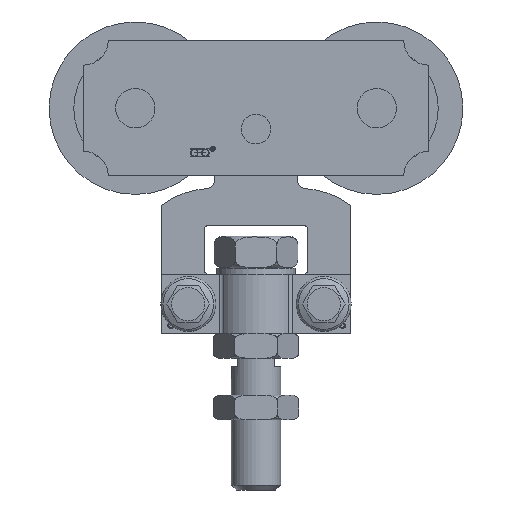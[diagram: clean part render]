
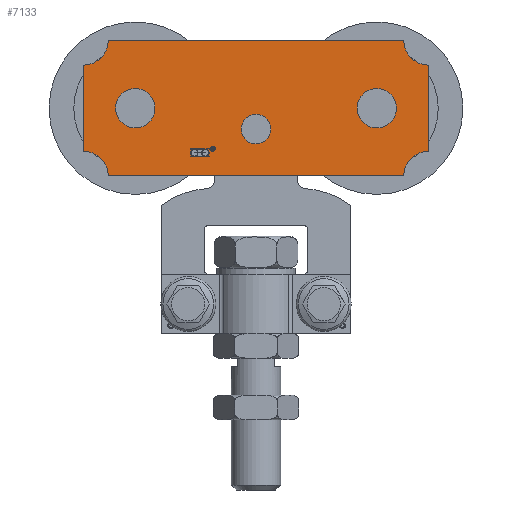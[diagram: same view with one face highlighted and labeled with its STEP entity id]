
A CAD part, front view. The second image highlights one B-rep face of the part: STEP entity #7133.
In plain terms, the highlighted face is planar.
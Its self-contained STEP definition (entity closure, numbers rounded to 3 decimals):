
#619=FACE_BOUND('',#1344,.T.);
#620=FACE_BOUND('',#1345,.T.);
#621=FACE_BOUND('',#1346,.T.);
#622=FACE_BOUND('',#1347,.T.);
#623=FACE_BOUND('',#1348,.T.);
#711=PLANE('',#7888);
#919=FACE_OUTER_BOUND('',#1343,.T.);
#1343=EDGE_LOOP('',(#5188,#5189,#5190,#5191,#5192,#5193,#5194,#5195));
#1344=EDGE_LOOP('',(#5196,#5197,#5198,#5199,#5200,#5201,#5202,#5203,#5204,
#5205,#5206,#5207));
#1345=EDGE_LOOP('',(#5208));
#1346=EDGE_LOOP('',(#5209));
#1347=EDGE_LOOP('',(#5210));
#1348=EDGE_LOOP('',(#5211));
#1826=LINE('',#10997,#2333);
#1831=LINE('',#11006,#2338);
#1832=LINE('',#11009,#2339);
#1835=LINE('',#11015,#2342);
#1838=LINE('',#11020,#2345);
#1844=LINE('',#11031,#2351);
#1847=LINE('',#11038,#2354);
#1851=LINE('',#11046,#2358);
#1854=LINE('',#11051,#2361);
#1856=LINE('',#11054,#2363);
#1860=LINE('',#11073,#2367);
#1861=LINE('',#11077,#2368);
#1862=LINE('',#11081,#2369);
#1863=LINE('',#11085,#2370);
#2333=VECTOR('',#8803,10.);
#2338=VECTOR('',#8810,10.);
#2339=VECTOR('',#8813,10.);
#2342=VECTOR('',#8818,10.);
#2345=VECTOR('',#8823,10.);
#2351=VECTOR('',#8835,10.);
#2354=VECTOR('',#8842,10.);
#2358=VECTOR('',#8848,10.);
#2361=VECTOR('',#8853,10.);
#2363=VECTOR('',#8857,10.);
#2367=VECTOR('',#8879,10.);
#2368=VECTOR('',#8882,10.);
#2369=VECTOR('',#8885,10.);
#2370=VECTOR('',#8888,10.);
#2777=CIRCLE('',#7851,1.5);
#2784=CIRCLE('',#7864,1.5);
#2788=CIRCLE('',#7885,1.);
#2790=CIRCLE('',#7889,10.);
#2791=CIRCLE('',#7890,10.);
#2792=CIRCLE('',#7891,10.);
#2793=CIRCLE('',#7892,10.);
#2794=CIRCLE('',#7893,5.);
#2795=CIRCLE('',#7894,5.);
#2796=CIRCLE('',#7895,5.);
#3203=VERTEX_POINT('',#10943);
#3207=VERTEX_POINT('',#10952);
#3209=VERTEX_POINT('',#10959);
#3213=VERTEX_POINT('',#10968);
#3219=VERTEX_POINT('',#10996);
#3222=VERTEX_POINT('',#11004);
#3223=VERTEX_POINT('',#11008);
#3225=VERTEX_POINT('',#11014);
#3228=VERTEX_POINT('',#11029);
#3229=VERTEX_POINT('',#11036);
#3230=VERTEX_POINT('',#11037);
#3233=VERTEX_POINT('',#11045);
#3237=VERTEX_POINT('',#11064);
#3239=VERTEX_POINT('',#11071);
#3240=VERTEX_POINT('',#11072);
#3241=VERTEX_POINT('',#11074);
#3242=VERTEX_POINT('',#11076);
#3243=VERTEX_POINT('',#11078);
#3244=VERTEX_POINT('',#11080);
#3245=VERTEX_POINT('',#11082);
#3246=VERTEX_POINT('',#11084);
#3247=VERTEX_POINT('',#11087);
#3248=VERTEX_POINT('',#11089);
#3249=VERTEX_POINT('',#11091);
#3932=EDGE_CURVE('',#3207,#3203,#2777,.T.);
#3950=EDGE_CURVE('',#3209,#3213,#2784,.T.);
#3953=EDGE_CURVE('',#3219,#3209,#1826,.T.);
#3958=EDGE_CURVE('',#3203,#3222,#1831,.T.);
#3959=EDGE_CURVE('',#3223,#3219,#1832,.T.);
#3962=EDGE_CURVE('',#3225,#3223,#1835,.T.);
#3965=EDGE_CURVE('',#3222,#3225,#1838,.T.);
#3971=EDGE_CURVE('',#3213,#3228,#1844,.T.);
#3974=EDGE_CURVE('',#3229,#3230,#1847,.T.);
#3978=EDGE_CURVE('',#3233,#3229,#1851,.T.);
#3981=EDGE_CURVE('',#3228,#3233,#1854,.T.);
#3983=EDGE_CURVE('',#3230,#3207,#1856,.T.);
#3988=EDGE_CURVE('',#3237,#3237,#2788,.T.);
#3991=EDGE_CURVE('',#3239,#3240,#1860,.T.);
#3992=EDGE_CURVE('',#3240,#3241,#2790,.T.);
#3993=EDGE_CURVE('',#3241,#3242,#1861,.T.);
#3994=EDGE_CURVE('',#3242,#3243,#2791,.T.);
#3995=EDGE_CURVE('',#3243,#3244,#1862,.T.);
#3996=EDGE_CURVE('',#3244,#3245,#2792,.T.);
#3997=EDGE_CURVE('',#3245,#3246,#1863,.T.);
#3998=EDGE_CURVE('',#3246,#3239,#2793,.T.);
#3999=EDGE_CURVE('',#3247,#3247,#2794,.T.);
#4000=EDGE_CURVE('',#3248,#3248,#2795,.T.);
#4001=EDGE_CURVE('',#3249,#3249,#2796,.T.);
#5188=ORIENTED_EDGE('',*,*,#3991,.T.);
#5189=ORIENTED_EDGE('',*,*,#3992,.T.);
#5190=ORIENTED_EDGE('',*,*,#3993,.T.);
#5191=ORIENTED_EDGE('',*,*,#3994,.T.);
#5192=ORIENTED_EDGE('',*,*,#3995,.T.);
#5193=ORIENTED_EDGE('',*,*,#3996,.T.);
#5194=ORIENTED_EDGE('',*,*,#3997,.T.);
#5195=ORIENTED_EDGE('',*,*,#3998,.T.);
#5196=ORIENTED_EDGE('',*,*,#3974,.T.);
#5197=ORIENTED_EDGE('',*,*,#3983,.T.);
#5198=ORIENTED_EDGE('',*,*,#3932,.T.);
#5199=ORIENTED_EDGE('',*,*,#3958,.T.);
#5200=ORIENTED_EDGE('',*,*,#3965,.T.);
#5201=ORIENTED_EDGE('',*,*,#3962,.T.);
#5202=ORIENTED_EDGE('',*,*,#3959,.T.);
#5203=ORIENTED_EDGE('',*,*,#3953,.T.);
#5204=ORIENTED_EDGE('',*,*,#3950,.T.);
#5205=ORIENTED_EDGE('',*,*,#3971,.T.);
#5206=ORIENTED_EDGE('',*,*,#3981,.T.);
#5207=ORIENTED_EDGE('',*,*,#3978,.T.);
#5208=ORIENTED_EDGE('',*,*,#3988,.T.);
#5209=ORIENTED_EDGE('',*,*,#3999,.T.);
#5210=ORIENTED_EDGE('',*,*,#4000,.T.);
#5211=ORIENTED_EDGE('',*,*,#4001,.T.);
#7133=ADVANCED_FACE('',(#919,#619,#620,#621,#622,#623),#711,.F.);
#7851=AXIS2_PLACEMENT_3D('',#10957,#8757,#8758);
#7864=AXIS2_PLACEMENT_3D('',#10991,#8794,#8795);
#7885=AXIS2_PLACEMENT_3D('',#11065,#8870,#8871);
#7888=AXIS2_PLACEMENT_3D('',#11070,#8877,#8878);
#7889=AXIS2_PLACEMENT_3D('',#11075,#8880,#8881);
#7890=AXIS2_PLACEMENT_3D('',#11079,#8883,#8884);
#7891=AXIS2_PLACEMENT_3D('',#11083,#8886,#8887);
#7892=AXIS2_PLACEMENT_3D('',#11086,#8889,#8890);
#7893=AXIS2_PLACEMENT_3D('',#11088,#8891,#8892);
#7894=AXIS2_PLACEMENT_3D('',#11090,#8893,#8894);
#7895=AXIS2_PLACEMENT_3D('',#11092,#8895,#8896);
#8757=DIRECTION('center_axis',(0.,0.,1.));
#8758=DIRECTION('ref_axis',(-0.999,0.05,0.));
#8794=DIRECTION('center_axis',(0.,0.,1.));
#8795=DIRECTION('ref_axis',(0.999,-0.05,0.));
#8803=DIRECTION('',(1.,0.,0.));
#8810=DIRECTION('',(1.,0.,0.));
#8813=DIRECTION('',(0.,-1.,0.));
#8818=DIRECTION('',(-1.,0.,0.));
#8823=DIRECTION('',(0.,1.,0.));
#8835=DIRECTION('',(-1.,0.,0.));
#8842=DIRECTION('',(0.,1.,0.));
#8848=DIRECTION('',(1.,0.,0.));
#8853=DIRECTION('',(0.,-1.,0.));
#8857=DIRECTION('',(-1.,0.,0.));
#8870=DIRECTION('center_axis',(0.,0.,1.));
#8871=DIRECTION('ref_axis',(1.,0.,0.));
#8877=DIRECTION('center_axis',(0.,0.,1.));
#8878=DIRECTION('ref_axis',(1.,0.,0.));
#8879=DIRECTION('',(1.,0.,0.));
#8880=DIRECTION('center_axis',(0.,0.,1.));
#8881=DIRECTION('ref_axis',(-1.,0.,0.));
#8882=DIRECTION('',(0.,-1.,0.));
#8883=DIRECTION('center_axis',(0.,0.,1.));
#8884=DIRECTION('ref_axis',(0.,1.,0.));
#8885=DIRECTION('',(-1.,0.,0.));
#8886=DIRECTION('center_axis',(0.,0.,1.));
#8887=DIRECTION('ref_axis',(1.,0.,0.));
#8888=DIRECTION('',(0.,1.,0.));
#8889=DIRECTION('center_axis',(0.,0.,1.));
#8890=DIRECTION('ref_axis',(0.,-1.,0.));
#8891=DIRECTION('center_axis',(0.,0.,1.));
#8892=DIRECTION('ref_axis',(-1.,0.,0.));
#8893=DIRECTION('center_axis',(0.,0.,1.));
#8894=DIRECTION('ref_axis',(-1.,0.,0.));
#8895=DIRECTION('center_axis',(0.,0.,1.));
#8896=DIRECTION('ref_axis',(-1.,0.,0.));
#10943=CARTESIAN_POINT('',(25.044,-8.091,0.));
#10952=CARTESIAN_POINT('',(25.044,-11.091,0.));
#10957=CARTESIAN_POINT('Origin',(25.044,-9.591,0.));
#10959=CARTESIAN_POINT('',(20.544,-8.091,0.));
#10968=CARTESIAN_POINT('',(20.544,-11.091,0.));
#10991=CARTESIAN_POINT('Origin',(20.544,-9.591,0.));
#10996=CARTESIAN_POINT('',(19.044,-8.091,0.));
#10997=CARTESIAN_POINT('',(11.397,-8.091,0.));
#11004=CARTESIAN_POINT('',(26.544,-8.091,0.));
#11006=CARTESIAN_POINT('',(11.397,-8.091,0.));
#11008=CARTESIAN_POINT('',(19.044,-7.941,0.));
#11009=CARTESIAN_POINT('',(19.044,0.28,0.));
#11014=CARTESIAN_POINT('',(26.544,-7.941,0.));
#11015=CARTESIAN_POINT('',(13.272,-7.941,0.));
#11020=CARTESIAN_POINT('',(26.544,0.205,0.));
#11029=CARTESIAN_POINT('',(19.044,-11.091,0.));
#11031=CARTESIAN_POINT('',(13.272,-11.091,0.));
#11036=CARTESIAN_POINT('',(26.544,-11.241,0.));
#11037=CARTESIAN_POINT('',(26.544,-11.091,0.));
#11038=CARTESIAN_POINT('',(26.544,-1.37,0.));
#11045=CARTESIAN_POINT('',(19.044,-11.241,0.));
#11046=CARTESIAN_POINT('',(9.522,-11.241,0.));
#11051=CARTESIAN_POINT('',(19.044,-1.295,0.));
#11054=CARTESIAN_POINT('',(13.272,-11.091,0.));
#11064=CARTESIAN_POINT('',(16.544,-7.941,0.));
#11065=CARTESIAN_POINT('Origin',(17.544,-7.941,0.));
#11070=CARTESIAN_POINT('Origin',(0.,8.5,
0.));
#11071=CARTESIAN_POINT('',(-60.,36.,0.));
#11072=CARTESIAN_POINT('',(60.,36.,0.));
#11073=CARTESIAN_POINT('',(-60.,36.,0.));
#11074=CARTESIAN_POINT('',(70.,26.,0.));
#11075=CARTESIAN_POINT('Origin',(70.,36.,0.));
#11076=CARTESIAN_POINT('',(70.,-9.,0.));
#11077=CARTESIAN_POINT('',(70.,26.,0.));
#11078=CARTESIAN_POINT('',(60.,-19.,0.));
#11079=CARTESIAN_POINT('Origin',(70.,-19.,0.));
#11080=CARTESIAN_POINT('',(-60.,-19.,0.));
#11081=CARTESIAN_POINT('',(60.,-19.,0.));
#11082=CARTESIAN_POINT('',(-70.,-9.,0.));
#11083=CARTESIAN_POINT('Origin',(-70.,-19.,0.));
#11084=CARTESIAN_POINT('',(-70.,26.,0.));
#11085=CARTESIAN_POINT('',(-70.,-9.,0.));
#11086=CARTESIAN_POINT('Origin',(-70.,36.,0.));
#11087=CARTESIAN_POINT('',(54.,8.5,0.));
#11088=CARTESIAN_POINT('Origin',(49.,8.5,0.));
#11089=CARTESIAN_POINT('',(-44.,8.5,0.));
#11090=CARTESIAN_POINT('Origin',(-49.,8.5,0.));
#11091=CARTESIAN_POINT('',(5.,0.,0.));
#11092=CARTESIAN_POINT('Origin',(0.,0.,0.));
